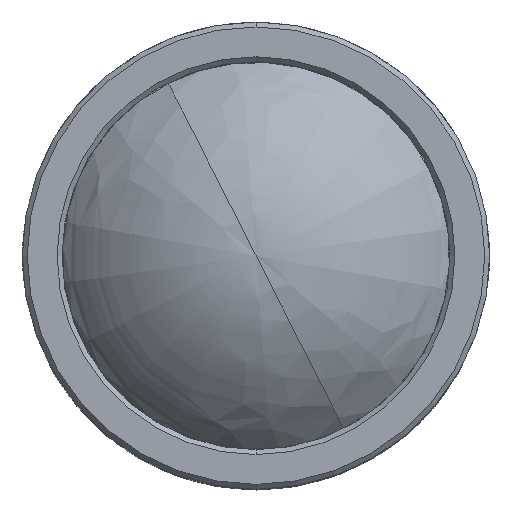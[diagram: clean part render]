
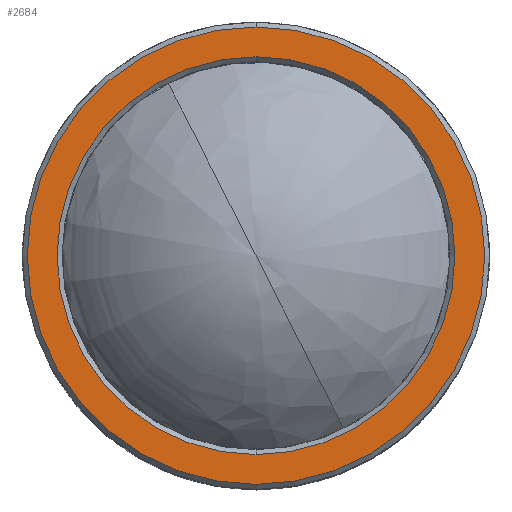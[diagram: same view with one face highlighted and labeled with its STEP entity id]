
A CAD part, top view. The second image highlights one B-rep face of the part: STEP entity #2684.
In plain terms, the highlighted planar face has unit normal (0, 0, 1).
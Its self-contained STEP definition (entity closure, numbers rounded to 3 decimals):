
#1242 = EDGE_LOOP ( 'NONE', ( #2565, #3094 ) ) ;
#1250 = ORIENTED_EDGE ( 'NONE', *, *, #2276, .T. ) ;
#1680 = CIRCLE ( 'NONE', #1757, 5.873 ) ;
#1692 = AXIS2_PLACEMENT_3D ( 'NONE', #1753, #1752, #1750 ) ;
#1724 = CARTESIAN_POINT ( 'NONE',  ( 0., -5.873, 6.35 ) ) ;
#1729 = CARTESIAN_POINT ( 'NONE',  ( 0., 5.873, 6.35 ) ) ;
#1737 = DIRECTION ( 'NONE',  ( 0., 1., 0. ) ) ;
#1739 = DIRECTION ( 'NONE',  ( 0., 0., 1. ) ) ;
#1741 = CARTESIAN_POINT ( 'NONE',  ( 0., 0., 6.35 ) ) ;
#1748 = CARTESIAN_POINT ( 'NONE',  ( 0., -5.108, 6.35 ) ) ;
#1750 = DIRECTION ( 'NONE',  ( 0., 1., 0. ) ) ;
#1752 = DIRECTION ( 'NONE',  ( 0., 0., -1. ) ) ;
#1753 = CARTESIAN_POINT ( 'NONE',  ( 0., 0., 6.35 ) ) ;
#1755 = CIRCLE ( 'NONE', #1692, 5.108 ) ;
#1757 = AXIS2_PLACEMENT_3D ( 'NONE', #1741, #1739, #1737 ) ;
#1830 = CARTESIAN_POINT ( 'NONE',  ( 0., 5.108, 6.35 ) ) ;
#2276 = EDGE_CURVE ( 'NONE', #3922, #3927, #4775, .T. ) ;
#2322 = EDGE_LOOP ( 'NONE', ( #1250, #2569 ) ) ;
#2565 = ORIENTED_EDGE ( 'NONE', *, *, #3911, .T. ) ;
#2569 = ORIENTED_EDGE ( 'NONE', *, *, #3916, .T. ) ;
#2684 = ADVANCED_FACE ( 'NONE', ( #5403, #5313 ), #5402, .F. ) ;
#3092 = EDGE_CURVE ( 'NONE', #3929, #3917, #5896, .T. ) ;
#3094 = ORIENTED_EDGE ( 'NONE', *, *, #3092, .T. ) ;
#3911 = EDGE_CURVE ( 'NONE', #3917, #3929, #1755, .T. ) ;
#3916 = EDGE_CURVE ( 'NONE', #3927, #3922, #1680, .T. ) ;
#3917 = VERTEX_POINT ( 'NONE', #1748 ) ;
#3922 = VERTEX_POINT ( 'NONE', #1729 ) ;
#3927 = VERTEX_POINT ( 'NONE', #1724 ) ;
#3929 = VERTEX_POINT ( 'NONE', #1830 ) ;
#4775 = CIRCLE ( 'NONE', #4823, 5.873 ) ;
#4820 = DIRECTION ( 'NONE',  ( 0., 1., 0. ) ) ;
#4821 = DIRECTION ( 'NONE',  ( 0., 0., 1. ) ) ;
#4822 = CARTESIAN_POINT ( 'NONE',  ( 0., 0., 6.35 ) ) ;
#4823 = AXIS2_PLACEMENT_3D ( 'NONE', #4822, #4821, #4820 ) ;
#5313 = FACE_BOUND ( 'NONE', #1242, .T. ) ;
#5402 = PLANE ( 'NONE',  #5441 ) ;
#5403 = FACE_OUTER_BOUND ( 'NONE', #2322, .T. ) ;
#5440 = CARTESIAN_POINT ( 'NONE',  ( 0., -4.981, 6.35 ) ) ;
#5441 = AXIS2_PLACEMENT_3D ( 'NONE', #5440, #5493, #5492 ) ;
#5492 = DIRECTION ( 'NONE',  ( 0., 1., 0. ) ) ;
#5493 = DIRECTION ( 'NONE',  ( 0., 0., -1. ) ) ;
#5896 = CIRCLE ( 'NONE', #5927, 5.108 ) ;
#5924 = DIRECTION ( 'NONE',  ( 0., 1., 0. ) ) ;
#5925 = DIRECTION ( 'NONE',  ( 0., 0., -1. ) ) ;
#5926 = CARTESIAN_POINT ( 'NONE',  ( 0., 0., 6.35 ) ) ;
#5927 = AXIS2_PLACEMENT_3D ( 'NONE', #5926, #5925, #5924 ) ;
